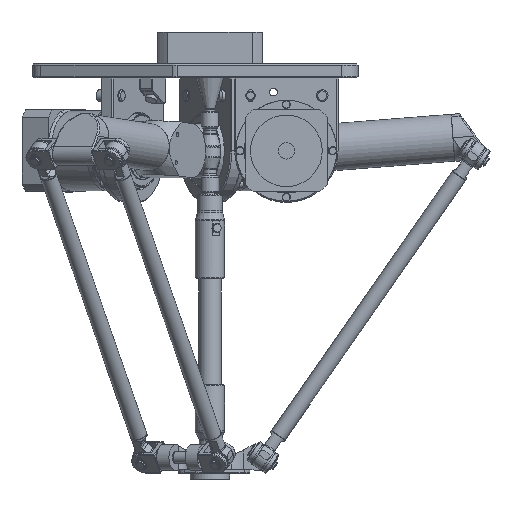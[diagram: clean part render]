
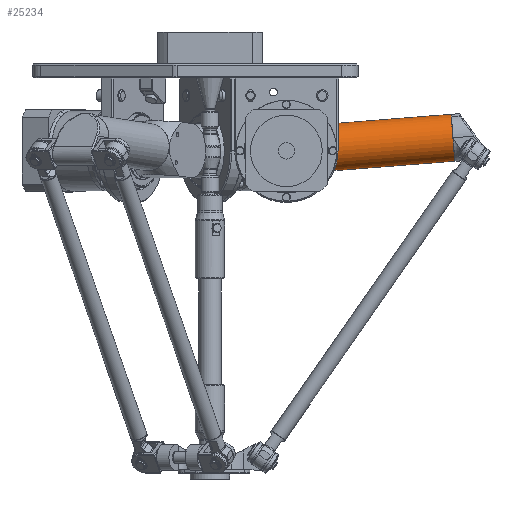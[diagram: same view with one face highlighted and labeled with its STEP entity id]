
A CAD part, front view. The second image highlights one B-rep face of the part: STEP entity #25234.
In plain terms, the highlighted cylindrical face has radius 20 mm (diameter 40 mm), a full revolution.
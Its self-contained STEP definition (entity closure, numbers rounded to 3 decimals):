
#6071=FACE_BOUND('',#9281,.T.);
#7375=FACE_OUTER_BOUND('',#9280,.T.);
#9280=EDGE_LOOP('',(#21788));
#9281=EDGE_LOOP('',(#21789));
#10806=CIRCLE('',#27832,20.);
#10813=CIRCLE('',#27843,20.);
#12838=VERTEX_POINT('',#48396);
#12845=VERTEX_POINT('',#48414);
#15940=EDGE_CURVE('',#12838,#12838,#10806,.T.);
#15947=EDGE_CURVE('',#12845,#12845,#10813,.T.);
#21788=ORIENTED_EDGE('',*,*,#15947,.T.);
#21789=ORIENTED_EDGE('',*,*,#15940,.T.);
#24014=CYLINDRICAL_SURFACE('',#27846,20.);
#25234=ADVANCED_FACE('',(#7375,#6071),#24014,.T.);
#27832=AXIS2_PLACEMENT_3D('',#48397,#34098,#34099);
#27843=AXIS2_PLACEMENT_3D('',#48415,#34120,#34121);
#27846=AXIS2_PLACEMENT_3D('',#48450,#34128,#34129);
#34098=DIRECTION('center_axis',(-1.,0.,0.));
#34099=DIRECTION('ref_axis',(0.,-0.882,0.471));
#34120=DIRECTION('center_axis',(1.,0.,0.));
#34121=DIRECTION('ref_axis',(0.,-0.882,0.471));
#34128=DIRECTION('center_axis',(1.,0.,0.));
#34129=DIRECTION('ref_axis',(0.,-0.882,0.471));
#48396=CARTESIAN_POINT('',(120.195,35.,0.));
#48397=CARTESIAN_POINT('Origin',(120.195,15.,0.));
#48414=CARTESIAN_POINT('',(17.1,35.,0.));
#48415=CARTESIAN_POINT('Origin',(17.1,15.,0.));
#48450=CARTESIAN_POINT('Origin',(17.,15.,0.));
